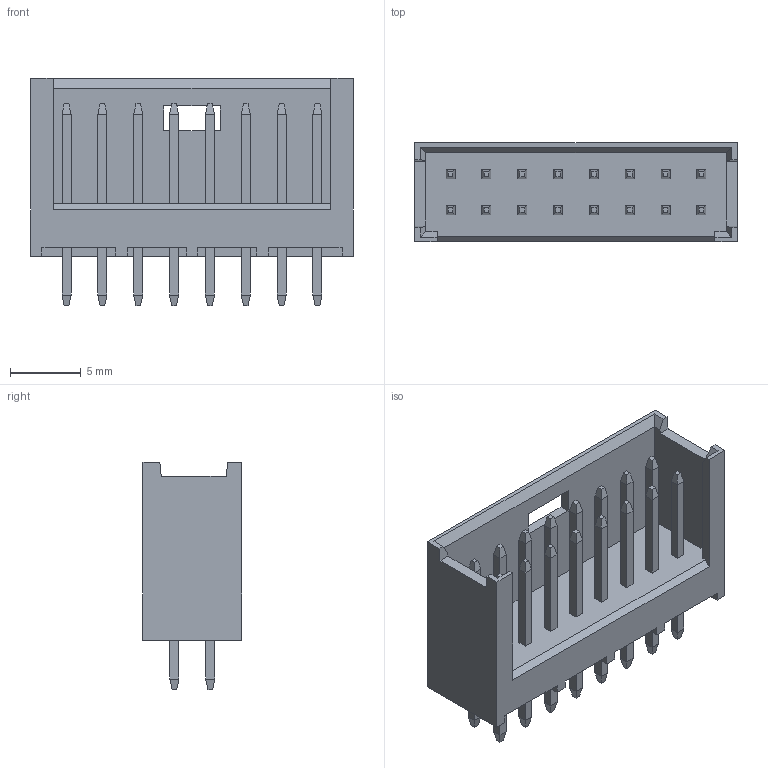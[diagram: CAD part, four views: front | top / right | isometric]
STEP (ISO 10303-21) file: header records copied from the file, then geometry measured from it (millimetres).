
FILE_DESCRIPTION( ('This file contains a STEP AP42 implementation' ,'as created by ZW3D STEP Interface translator.') ,'2;1' );
FILE_NAME( 'WF2548-2WSXXB01.stp' ,'23 5 4.165445', (''), ('ZWCAD Software Co.'), 'Version 1.0', 'ZW3D to STEP translator', '' );
FILE_SCHEMA(('AUTOMOTIVE_DESIGN { 1 0 10303 214 1 1 1 1 }'));
Length unit declared in the file: millimetre
Products named in the file (2): 0; WF2548-2WSXXB01
Bounding box: 22.86 x 7.05 x 16.1 mm (x, y, z)
Volume: 798.3 mm3; surface area: 1698.2 mm2
Topology: 1 solids, 1 shells, 422 faces, 1029 edges, 642 vertices
Faces by surface type: plane 422
Entity records: 12400 total; most frequent: CARTESIAN_POINT 2094, ORIENTED_EDGE 2058, DIRECTION 1875, VECTOR 1029, LINE 1029, EDGE_CURVE 1029, VERTEX_POINT 642, EDGE_LOOP 457
